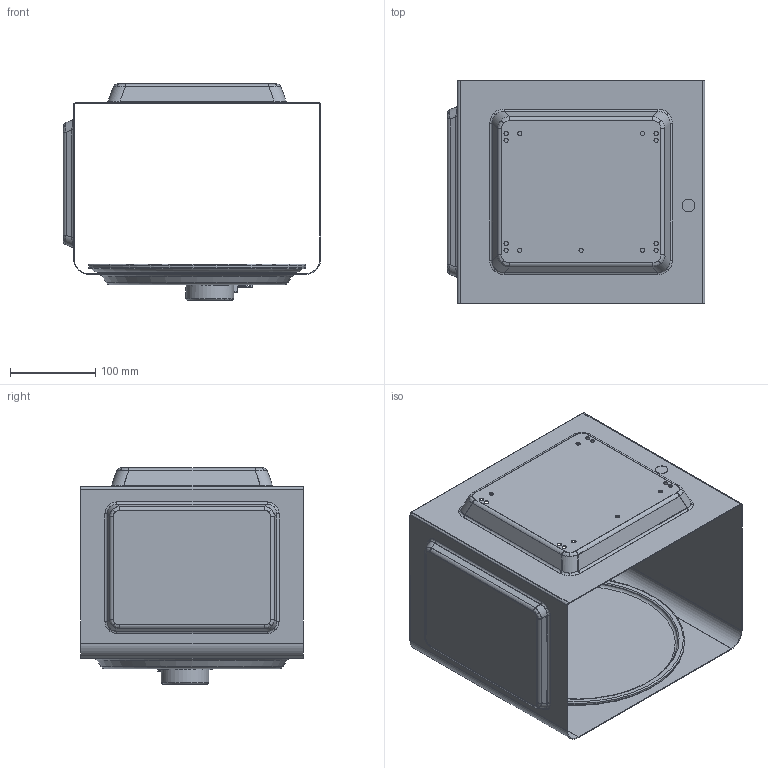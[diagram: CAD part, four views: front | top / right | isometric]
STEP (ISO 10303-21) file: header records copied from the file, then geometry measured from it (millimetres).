
FILE_DESCRIPTION( ( '' ), ' ' );
FILE_NAME( '5ac6278b015bc90fea10ea82.step', '2018-04-05T13:41:32', ( '' ), ( '' ), ' ', ' ', ' ' );
FILE_SCHEMA( ( 'AUTOMOTIVE_DESIGN { 1 0 10303 214 1 1 1 1 }' ) );
Length unit declared in the file: metre
Products named in the file (19): Assem1; MICROWAVE OVEN ASSEMBLY.sldasm-Part-169; MICROWAVE OVEN ASSEMBLY.sldasm-Part-151; MICROWAVE OVEN ASSEMBLY.sldasm-Part-164; MICROWAVE OVEN ASSEMBLY.sldasm-Part-236; MICROWAVE OVEN ASSEMBLY.sldasm-Part-256; MICROWAVE OVEN ASSEMBLY.sldasm-Part-153; MICROWAVE OVEN ASSEMBLY.sldasm-Part-127; MICROWAVE OVEN ASSEMBLY.sldasm-Part-162; MICROWAVE OVEN ASSEMBLY.sldasm-Part-163; MICROWAVE OVEN ASSEMBLY.sldasm-Part-122; MICROWAVE OVEN ASSEMBLY.sldasm-Part-243; MICROWAVE OVEN ASSEMBLY.sldasm-Part-152; MICROWAVE OVEN ASSEMBLY.sldasm-Part-116; MICROWAVE OVEN ASSEMBLY.sldasm-Part-136; MICROWAVE OVEN ASSEMBLY.sldasm-Part-143; MICROWAVE OVEN ASSEMBLY.sldasm-Part-239; MICROWAVE OVEN ASSEMBLY.sldasm-Part-132; MICROWAVE OVEN ASSEMBLY.sldasm-Part-126
Assembly tree (18 placements, depth 2):
  Assem1
    MICROWAVE OVEN ASSEMBLY.sldasm-Part-169
    MICROWAVE OVEN ASSEMBLY.sldasm-Part-151
    MICROWAVE OVEN ASSEMBLY.sldasm-Part-164
    MICROWAVE OVEN ASSEMBLY.sldasm-Part-236
    MICROWAVE OVEN ASSEMBLY.sldasm-Part-256
    MICROWAVE OVEN ASSEMBLY.sldasm-Part-153
    MICROWAVE OVEN ASSEMBLY.sldasm-Part-127
    MICROWAVE OVEN ASSEMBLY.sldasm-Part-162
    MICROWAVE OVEN ASSEMBLY.sldasm-Part-163
    MICROWAVE OVEN ASSEMBLY.sldasm-Part-122
    MICROWAVE OVEN ASSEMBLY.sldasm-Part-243
    MICROWAVE OVEN ASSEMBLY.sldasm-Part-152
    MICROWAVE OVEN ASSEMBLY.sldasm-Part-116
    MICROWAVE OVEN ASSEMBLY.sldasm-Part-136
    MICROWAVE OVEN ASSEMBLY.sldasm-Part-143
    MICROWAVE OVEN ASSEMBLY.sldasm-Part-239
    MICROWAVE OVEN ASSEMBLY.sldasm-Part-132
    MICROWAVE OVEN ASSEMBLY.sldasm-Part-126
Bounding box: 302 x 260.8 x 253.5 mm (x, y, z)
Volume: 574635.5 mm3; surface area: 681410 mm2
Topology: 18 solids, 18 shells, 829 faces, 2028 edges, 1251 vertices
Faces by surface type: cylinder 269, plane 269, bspline 154, torus 122, cone 11, sphere 4
Full cylindrical faces by diameter (mm): 1.442 x2, 2.236 x3, 3.5 x4, 5 x16, 6 x3, 8.44 x2, 9 x3, 10.44 x2, 13 x3, 15 x1, 56 x1, 178 x1, 183 x1, 188 x1, 239 x1, 255 x1
Entity records: 34973 total; most frequent: CARTESIAN_POINT 9588, ORIENTED_EDGE 3824, DIRECTION 3796, EDGE_CURVE 1912, AXIS2_PLACEMENT_3D 1508, VERTEX_POINT 1228, EDGE_LOOP 1010, FACE_OUTER_BOUND 915
